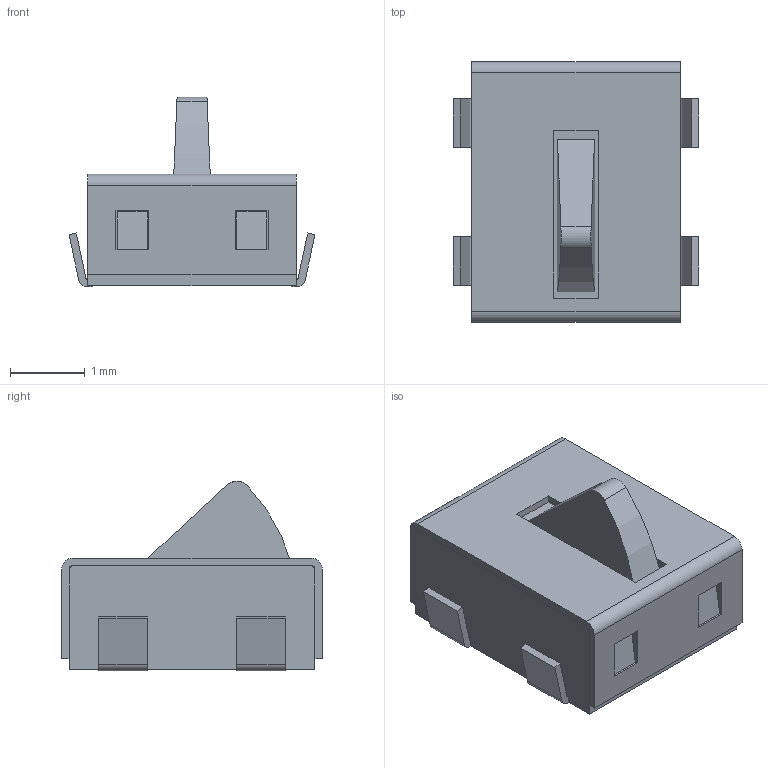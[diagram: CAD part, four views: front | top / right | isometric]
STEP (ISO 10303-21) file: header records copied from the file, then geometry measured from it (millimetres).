
FILE_DESCRIPTION((''),'2;1');
FILE_NAME('TD4700AQ.stp','2018-03-16T14:42:49',('mroman'),(''),'Autodesk Inventor 2012','Autodesk Inventor 2012','');
FILE_SCHEMA(('CONFIG_CONTROL_DESIGN'));
Length unit declared in the file: inch
Products named in the file (1): TD4700AQ
Bounding box: 3.3 x 3.5 x 2.54 mm (x, y, z)
Volume: 14.3 mm3; surface area: 54.9 mm2
Topology: 1 solids, 2 shells, 136 faces, 358 edges, 232 vertices
Faces by surface type: plane 116, cylinder 20
Entity records: 4321 total; most frequent: CARTESIAN_POINT 727, ORIENTED_EDGE 716, DIRECTION 680, EDGE_CURVE 358, VECTOR 310, LINE 310, VERTEX_POINT 232, AXIS2_PLACEMENT_3D 185
